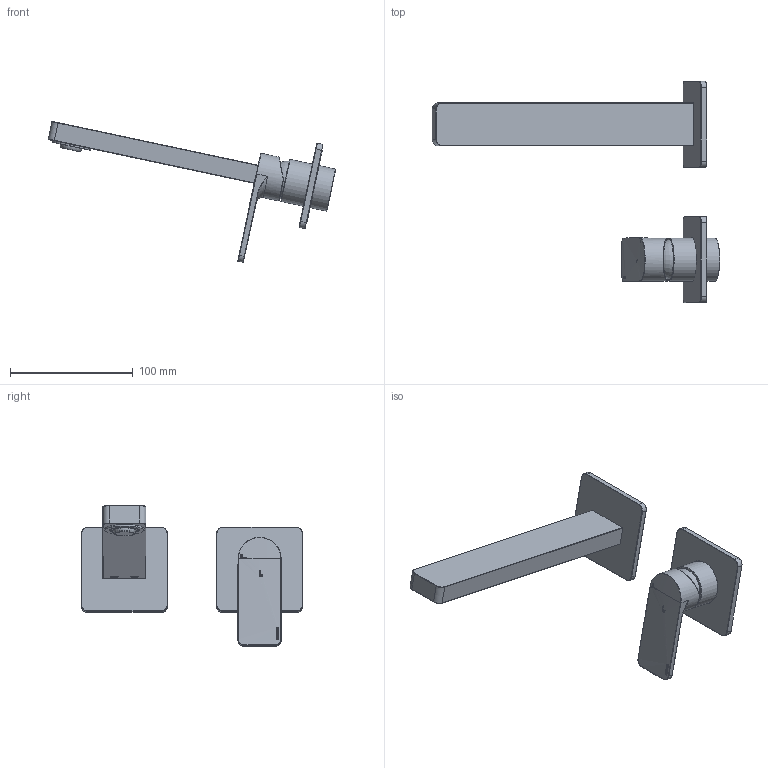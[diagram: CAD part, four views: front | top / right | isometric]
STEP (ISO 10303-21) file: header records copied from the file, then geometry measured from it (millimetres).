
FILE_DESCRIPTION(/* description */ ('Unknown'),/* implementation_level */ '2;1');
FILE_NAME(/* name */ 'GL005EXT',/* time_stamp */ '2021-04-06T08:49:33+02:00',/* author */ ('Unknown'),/* organization */ ('Unknown'),/* preprocessor_version */ 'ST-DEVELOPER v16.7',/* originating_system */ 'DEX',/* authorisation */ $);
FILE_SCHEMA (('AUTOMOTIVE_DESIGN {1 0 10303 214 3 1 1}'));
Length unit declared in the file: millimetre
Products named in the file (17): GL005EXT-00; GL005-13; GL005-10; GL003-06; CB029-04; GL005-16; GL003-09; GL005-15; GL003-04; GL003-002; BR003-003-1; BR003-003-2; BR003-003-3; BR003-003-4; GL005-12; GL005-14; GL005-11
Assembly tree (20 placements, depth 3):
  GL005EXT-00
    GL005-13
    GL005-10
    GL003-06
    CB029-04
    GL005-16  x2
    GL003-09  x3
    GL005-15  x2
    GL003-04
    GL003-002
      BR003-003-1
      BR003-003-2
      BR003-003-3
      BR003-003-4
    GL005-12
    GL005-14
    GL005-11
Bounding box: 233.93 x 180 x 114.8 mm (x, y, z)
Volume: 160528.4 mm3; surface area: 86179.9 mm2
Topology: 19 solids, 19 shells, 731 faces, 1755 edges, 1073 vertices
Faces by surface type: plane 259, cylinder 193, bspline 137, torus 72, cone 52, sphere 18
Full cylindrical faces by diameter (mm): 3.242 x7, 4 x5, 4.3 x3, 8 x2, 10 x1, 10.7 x1, 12 x1, 12.5 x1, 15.8 x1, 16 x2, 18 x1, 18.4 x1, 21.8 x1, 22 x1, 22.5 x1, 22.7 x1, 22.917 x2, 24 x1, 24.2 x1, 24.5 x1, 26.5 x1, 26.8 x1, 26.917 x1, 28 x1, 28.917 x2, 29.7 x1, 32 x2, 35 x2, 35.5 x2, 38.4 x1
Entity records: 27344 total; most frequent: CARTESIAN_POINT 8238, ORIENTED_EDGE 2992, DIRECTION 2831, EDGE_CURVE 1496, AXIS2_PLACEMENT_3D 1126, VERTEX_POINT 976, FACE_BOUND 850, EDGE_LOOP 844
